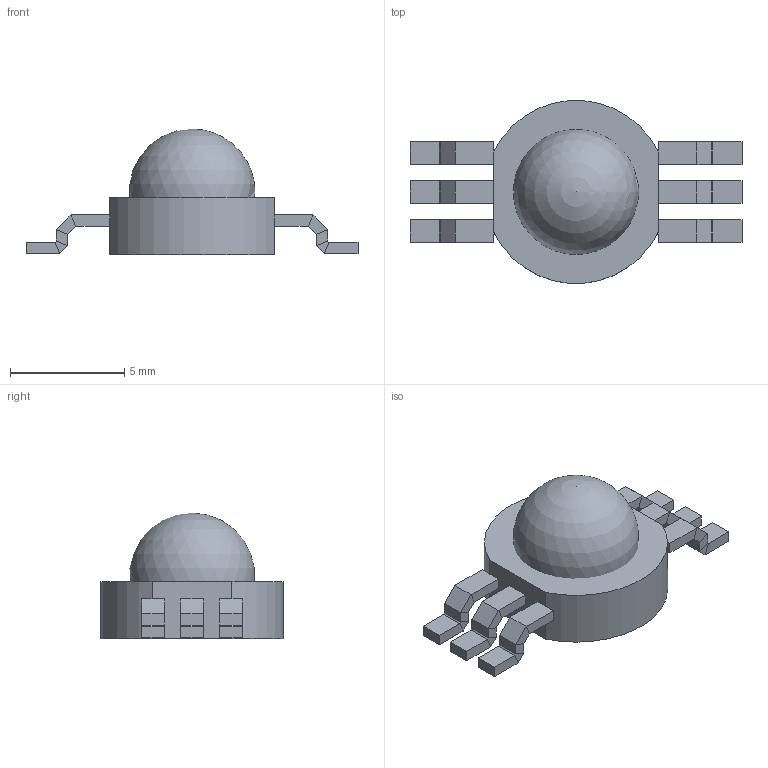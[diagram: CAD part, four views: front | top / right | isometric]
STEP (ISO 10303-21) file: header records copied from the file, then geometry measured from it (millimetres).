
FILE_DESCRIPTION(('FreeCAD Model'),'2;1');
FILE_NAME('led_rgb_3w_6p.step', '2019-08-07T22:37:17',('Author'),(''), 'Open CASCADE STEP processor 6.8','FreeCAD','Unknown');
FILE_SCHEMA(('AUTOMOTIVE_DESIGN { 1 0 10303 214 1 1 1 1 }'));
Length unit declared in the file: millimetre
Products named in the file (8): Body; Pin2; Pin1; Pin3; Pin6; Pin4; Pin5; Sphere
Bounding box: 14.5 x 7.97 x 5.5 mm (x, y, z)
Volume: 221.4 mm3; surface area: 340 mm2
Topology: 8 solids, 8 shells, 139 faces, 279 edges, 154 vertices
Faces by surface type: plane 136, cylinder 2, sphere 1
Entity records: 7074 total; most frequent: CARTESIAN_POINT 1241, DIRECTION 1012, LINE 724, VECTOR 724, ORIENTED_EDGE 552, PCURVE 552, DEFINITIONAL_REPRESENTATION 552, EDGE_CURVE 276
